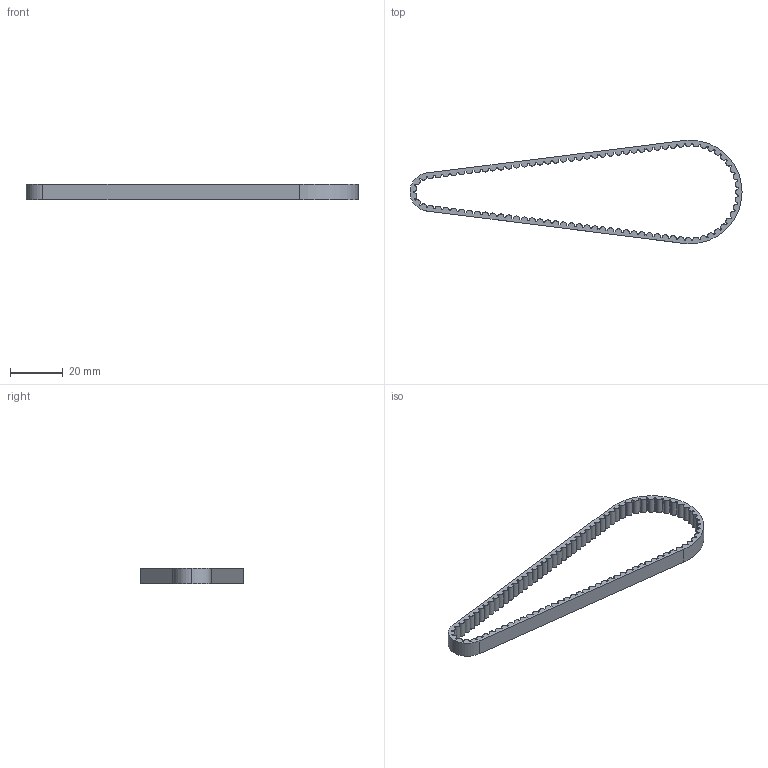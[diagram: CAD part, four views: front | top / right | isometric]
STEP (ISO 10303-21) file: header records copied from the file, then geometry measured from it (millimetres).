
FILE_DESCRIPTION (( 'STEP AP214' ), '1' );
FILE_NAME ('MirrorHTD Belt (1st stage - Abd & Hip)1.STEP', '2023-12-11T13:50:18', ( '' ), ( '' ), 'SwSTEP 2.0', 'SolidWorks 2023', '' );
FILE_SCHEMA (( 'AUTOMOTIVE_DESIGN' ));
Length unit declared in the file: millimetre
Products named in the file (1): MirrorHTD Belt (1st stage - Abd & Hip)1
Bounding box: 126.17 x 39.34 x 6 mm (x, y, z)
Volume: 3302.8 mm3; surface area: 5230.3 mm2
Topology: 1 solids, 1 shells, 213 faces, 633 edges, 422 vertices
Faces by surface type: cylinder 145, plane 68
Entity records: 7308 total; most frequent: DIRECTION 1347, CARTESIAN_POINT 1281, ORIENTED_EDGE 1266, EDGE_CURVE 633, AXIS2_PLACEMENT_3D 504, VERTEX_POINT 422, VECTOR 339, LINE 339
